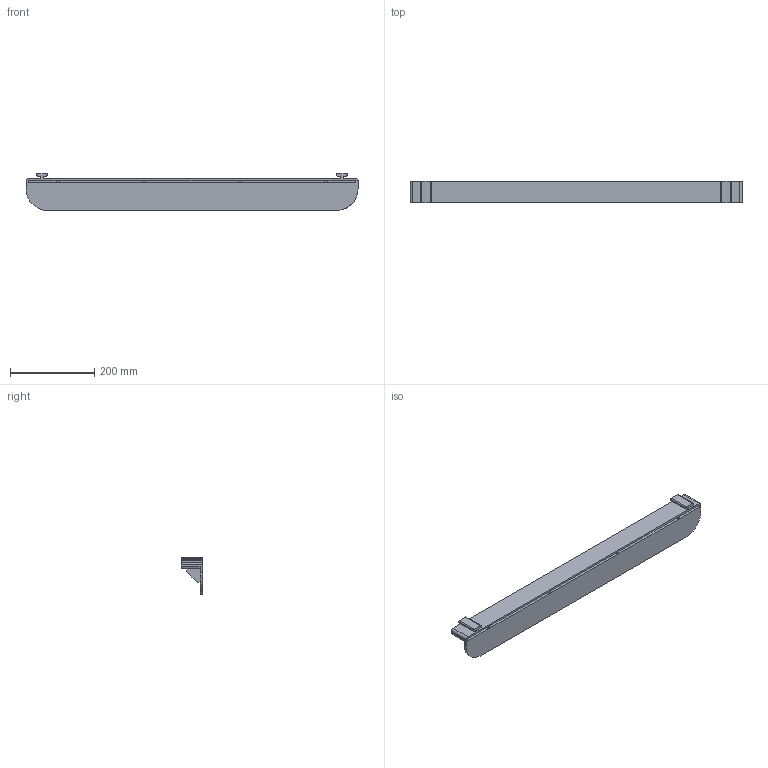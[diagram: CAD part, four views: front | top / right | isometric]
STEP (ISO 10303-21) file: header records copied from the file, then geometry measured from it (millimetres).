
FILE_DESCRIPTION(('CATIA V5 STEP Exchange','CAx-IF Rec.Pracs.--- Model Styling and Organization---1.5--- 2016-08-15','CAx-IF Rec.Pracs.---Supplemental Geometry---1.0---2011-11-01','CAx-IF Rec.Pracs.--- Composite Materials ---1.1---2010-07-15'),'2;1');
FILE_NAME('DE946 PADDLE.stp','2025-06-05T12:15:54+00:00',('none'),('none'),'CATIA Version 5-6 Release 2022 SP3','CATIA V5 STEP AP214 Edition 3 v2','none');
FILE_SCHEMA(('AUTOMOTIVE_DESIGN { 1 0 10303 214 3 1 1 1 }'));
Length unit declared in the file: inch
Products named in the file (1): DE946 PADDLE
Bounding box: 787.4 x 50.8 x 87.31 mm (x, y, z)
Volume: 769328.9 mm3; surface area: 284604.5 mm2
Topology: 1 solids, 1 shells, 102 faces, 281 edges, 182 vertices
Faces by surface type: plane 68, bspline 34
Entity records: 3530 total; most frequent: CARTESIAN_POINT 1461, ORIENTED_EDGE 562, EDGE_CURVE 281, DIRECTION 234, VERTEX_POINT 182, VECTOR 164, LINE 164, EDGE_LOOP 103
